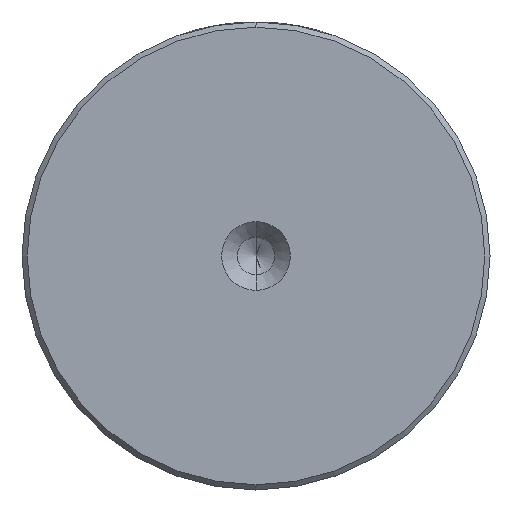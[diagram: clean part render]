
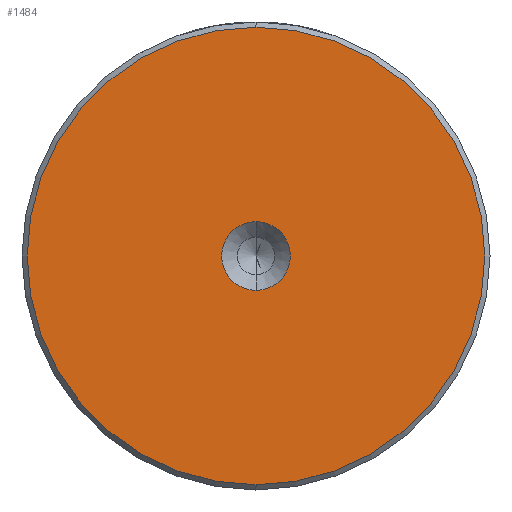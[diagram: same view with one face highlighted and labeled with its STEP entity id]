
A CAD part, left-side view. The second image highlights one B-rep face of the part: STEP entity #1484.
In plain terms, the highlighted planar face has unit normal (-1, 0, 0).
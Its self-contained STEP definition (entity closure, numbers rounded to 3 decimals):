
#46 = CARTESIAN_POINT ( 'NONE',  ( 0., 0., 0. ) ) ;
#128 = DIRECTION ( 'NONE',  ( 0., 0., 1. ) ) ;
#200 = CARTESIAN_POINT ( 'NONE',  ( 0., 0., -3.3 ) ) ;
#242 = AXIS2_PLACEMENT_3D ( 'NONE', #1520, #258, #1742 ) ;
#251 = DIRECTION ( 'NONE',  ( 0., 0., 1. ) ) ;
#255 = VERTEX_POINT ( 'NONE', #809 ) ;
#258 = DIRECTION ( 'NONE',  ( -1., 0., 0. ) ) ;
#279 = AXIS2_PLACEMENT_3D ( 'NONE', #2625, #1376, #128 ) ;
#296 = DIRECTION ( 'NONE',  ( -1., 0., 0. ) ) ;
#385 = ORIENTED_EDGE ( 'NONE', *, *, #924, .F. ) ;
#447 = EDGE_CURVE ( 'NONE', #1097, #255, #1997, .T. ) ;
#511 = EDGE_CURVE ( 'NONE', #706, #1833, #665, .T. ) ;
#665 = CIRCLE ( 'NONE', #1216, 3.3 ) ;
#698 = AXIS2_PLACEMENT_3D ( 'NONE', #2591, #296, #1780 ) ;
#706 = VERTEX_POINT ( 'NONE', #2547 ) ;
#723 = EDGE_LOOP ( 'NONE', ( #1054, #385 ) ) ;
#769 = ORIENTED_EDGE ( 'NONE', *, *, #1066, .T. ) ;
#809 = CARTESIAN_POINT ( 'NONE',  ( 0., 0., 22. ) ) ;
#924 = EDGE_CURVE ( 'NONE', #1833, #706, #1056, .T. ) ;
#1054 = ORIENTED_EDGE ( 'NONE', *, *, #511, .F. ) ;
#1056 = CIRCLE ( 'NONE', #279, 3.3 ) ;
#1066 = EDGE_CURVE ( 'NONE', #255, #1097, #1415, .T. ) ;
#1097 = VERTEX_POINT ( 'NONE', #1525 ) ;
#1108 = FACE_OUTER_BOUND ( 'NONE', #2393, .T. ) ;
#1119 = CARTESIAN_POINT ( 'NONE',  ( 0., 0., 0. ) ) ;
#1216 = AXIS2_PLACEMENT_3D ( 'NONE', #1119, #2580, #1322 ) ;
#1249 = AXIS2_PLACEMENT_3D ( 'NONE', #46, #1516, #251 ) ;
#1322 = DIRECTION ( 'NONE',  ( 0., 0., 1. ) ) ;
#1376 = DIRECTION ( 'NONE',  ( -1., 0., 0. ) ) ;
#1415 = CIRCLE ( 'NONE', #1249, 22. ) ;
#1464 = FACE_BOUND ( 'NONE', #723, .T. ) ;
#1484 = ADVANCED_FACE ( 'NONE', ( #1108, #1464 ), #1972, .T. ) ;
#1516 = DIRECTION ( 'NONE',  ( -1., 0., 0. ) ) ;
#1520 = CARTESIAN_POINT ( 'NONE',  ( 0., 0., 0. ) ) ;
#1525 = CARTESIAN_POINT ( 'NONE',  ( 0., 0., -22. ) ) ;
#1742 = DIRECTION ( 'NONE',  ( 0., 0., 1. ) ) ;
#1780 = DIRECTION ( 'NONE',  ( 0., 0., 1. ) ) ;
#1833 = VERTEX_POINT ( 'NONE', #200 ) ;
#1972 = PLANE ( 'NONE',  #698 ) ;
#1997 = CIRCLE ( 'NONE', #242, 22. ) ;
#2393 = EDGE_LOOP ( 'NONE', ( #2498, #769 ) ) ;
#2498 = ORIENTED_EDGE ( 'NONE', *, *, #447, .T. ) ;
#2547 = CARTESIAN_POINT ( 'NONE',  ( 0., 0., 3.3 ) ) ;
#2580 = DIRECTION ( 'NONE',  ( -1., 0., 0. ) ) ;
#2591 = CARTESIAN_POINT ( 'NONE',  ( 0., 0., 0. ) ) ;
#2625 = CARTESIAN_POINT ( 'NONE',  ( 0., 0., 0. ) ) ;
